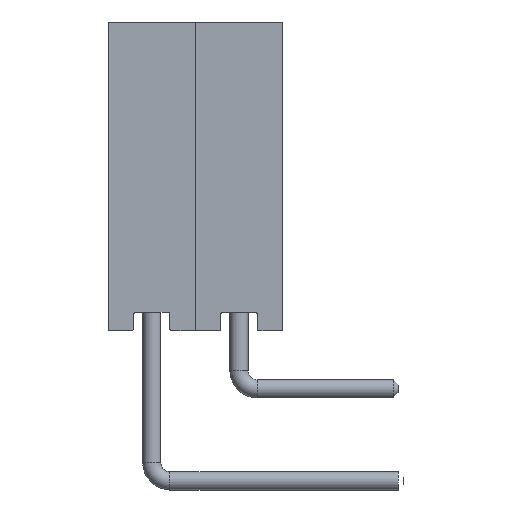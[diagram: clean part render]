
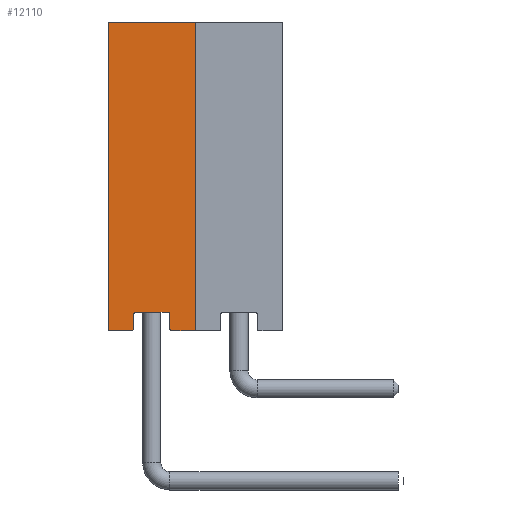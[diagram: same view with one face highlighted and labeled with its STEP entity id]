
A CAD part, left-side view. The second image highlights one B-rep face of the part: STEP entity #12110.
In plain terms, the highlighted planar face has unit normal (-1, 0, 0).
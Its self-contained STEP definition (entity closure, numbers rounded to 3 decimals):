
#663=PLANE('',#12993);
#1302=FACE_OUTER_BOUND('',#2088,.T.);
#2088=EDGE_LOOP('',(#8574,#8575,#8576,#8577,#8578,#8579,#8580,#8581,#8582,
#8583,#8584,#8585));
#2919=LINE('',#18914,#3913);
#2922=LINE('',#18920,#3916);
#2923=LINE('',#18924,#3917);
#2924=LINE('',#18928,#3918);
#2925=LINE('',#18932,#3919);
#2926=LINE('',#18934,#3920);
#2927=LINE('',#18936,#3921);
#2928=LINE('',#18937,#3922);
#3913=VECTOR('',#14658,10.);
#3916=VECTOR('',#14663,10.);
#3917=VECTOR('',#14666,10.);
#3918=VECTOR('',#14669,10.);
#3919=VECTOR('',#14672,10.);
#3920=VECTOR('',#14673,10.);
#3921=VECTOR('',#14674,10.);
#3922=VECTOR('',#14675,10.);
#4849=CIRCLE('',#12990,0.05);
#4851=CIRCLE('',#12994,0.05);
#4852=CIRCLE('',#12995,0.05);
#4853=CIRCLE('',#12996,0.05);
#5372=VERTEX_POINT('',#18904);
#5373=VERTEX_POINT('',#18905);
#5376=VERTEX_POINT('',#18913);
#5378=VERTEX_POINT('',#18919);
#5379=VERTEX_POINT('',#18921);
#5380=VERTEX_POINT('',#18923);
#5381=VERTEX_POINT('',#18925);
#5382=VERTEX_POINT('',#18927);
#5383=VERTEX_POINT('',#18929);
#5384=VERTEX_POINT('',#18931);
#5385=VERTEX_POINT('',#18933);
#5386=VERTEX_POINT('',#18935);
#6557=EDGE_CURVE('',#5372,#5373,#4849,.T.);
#6561=EDGE_CURVE('',#5373,#5376,#2919,.T.);
#6564=EDGE_CURVE('',#5372,#5378,#2922,.T.);
#6565=EDGE_CURVE('',#5379,#5378,#4851,.T.);
#6566=EDGE_CURVE('',#5379,#5380,#2923,.T.);
#6567=EDGE_CURVE('',#5381,#5380,#4852,.T.);
#6568=EDGE_CURVE('',#5381,#5382,#2924,.T.);
#6569=EDGE_CURVE('',#5383,#5382,#4853,.T.);
#6570=EDGE_CURVE('',#5384,#5383,#2925,.T.);
#6571=EDGE_CURVE('',#5384,#5385,#2926,.T.);
#6572=EDGE_CURVE('',#5386,#5385,#2927,.T.);
#6573=EDGE_CURVE('',#5376,#5386,#2928,.T.);
#8574=ORIENTED_EDGE('',*,*,#6557,.F.);
#8575=ORIENTED_EDGE('',*,*,#6564,.T.);
#8576=ORIENTED_EDGE('',*,*,#6565,.F.);
#8577=ORIENTED_EDGE('',*,*,#6566,.T.);
#8578=ORIENTED_EDGE('',*,*,#6567,.F.);
#8579=ORIENTED_EDGE('',*,*,#6568,.T.);
#8580=ORIENTED_EDGE('',*,*,#6569,.F.);
#8581=ORIENTED_EDGE('',*,*,#6570,.F.);
#8582=ORIENTED_EDGE('',*,*,#6571,.T.);
#8583=ORIENTED_EDGE('',*,*,#6572,.F.);
#8584=ORIENTED_EDGE('',*,*,#6573,.F.);
#8585=ORIENTED_EDGE('',*,*,#6561,.F.);
#12110=ADVANCED_FACE('',(#1302),#663,.T.);
#12990=AXIS2_PLACEMENT_3D('',#18906,#14650,#14651);
#12993=AXIS2_PLACEMENT_3D('',#18918,#14661,#14662);
#12994=AXIS2_PLACEMENT_3D('',#18922,#14664,#14665);
#12995=AXIS2_PLACEMENT_3D('',#18926,#14667,#14668);
#12996=AXIS2_PLACEMENT_3D('',#18930,#14670,#14671);
#14650=DIRECTION('center_axis',(1.,0.,0.));
#14651=DIRECTION('ref_axis',(0.,-0.707,-0.707));
#14658=DIRECTION('',(0.,1.,0.));
#14661=DIRECTION('center_axis',(-1.,0.,0.));
#14662=DIRECTION('ref_axis',(0.,-1.,0.));
#14663=DIRECTION('',(0.,0.,1.));
#14664=DIRECTION('center_axis',(-1.,0.,0.));
#14665=DIRECTION('ref_axis',(0.,0.707,0.707));
#14666=DIRECTION('',(0.,-1.,0.));
#14667=DIRECTION('center_axis',(-1.,0.,0.));
#14668=DIRECTION('ref_axis',(0.,-0.707,0.707));
#14669=DIRECTION('',(0.,0.,-1.));
#14670=DIRECTION('center_axis',(1.,0.,0.));
#14671=DIRECTION('ref_axis',(0.,0.707,-0.707));
#14672=DIRECTION('',(0.,1.,0.));
#14673=DIRECTION('',(0.,0.,1.));
#14674=DIRECTION('',(0.,-1.,0.));
#14675=DIRECTION('',(0.,0.,1.));
#18904=CARTESIAN_POINT('',(0.,1.7,0.05));
#18905=CARTESIAN_POINT('',(0.,1.75,0.));
#18906=CARTESIAN_POINT('Origin',(0.,1.75,0.05));
#18913=CARTESIAN_POINT('',(0.,2.4,0.));
#18914=CARTESIAN_POINT('',(0.,0.,0.));
#18918=CARTESIAN_POINT('Origin',(0.,2.4,0.));
#18919=CARTESIAN_POINT('',(0.,1.7,0.45));
#18920=CARTESIAN_POINT('',(0.,1.7,0.));
#18921=CARTESIAN_POINT('',(0.,1.65,0.5));
#18922=CARTESIAN_POINT('Origin',(0.,1.65,0.45));
#18923=CARTESIAN_POINT('',(0.,0.75,0.5));
#18924=CARTESIAN_POINT('',(0.,1.8,0.5));
#18925=CARTESIAN_POINT('',(0.,0.7,0.45));
#18926=CARTESIAN_POINT('Origin',(0.,0.75,0.45));
#18927=CARTESIAN_POINT('',(0.,0.7,0.05));
#18928=CARTESIAN_POINT('',(0.,0.7,0.));
#18929=CARTESIAN_POINT('',(0.,0.65,0.));
#18930=CARTESIAN_POINT('Origin',(0.,0.65,0.05));
#18931=CARTESIAN_POINT('',(0.,0.,0.));
#18932=CARTESIAN_POINT('',(0.,0.,0.));
#18933=CARTESIAN_POINT('',(0.,0.,8.5));
#18934=CARTESIAN_POINT('',(0.,0.,0.));
#18935=CARTESIAN_POINT('',(0.,2.4,8.5));
#18936=CARTESIAN_POINT('',(0.,0.,8.5));
#18937=CARTESIAN_POINT('',(0.,2.4,0.));
